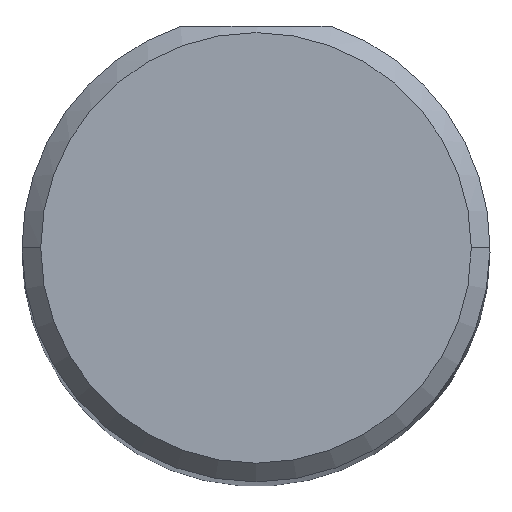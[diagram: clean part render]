
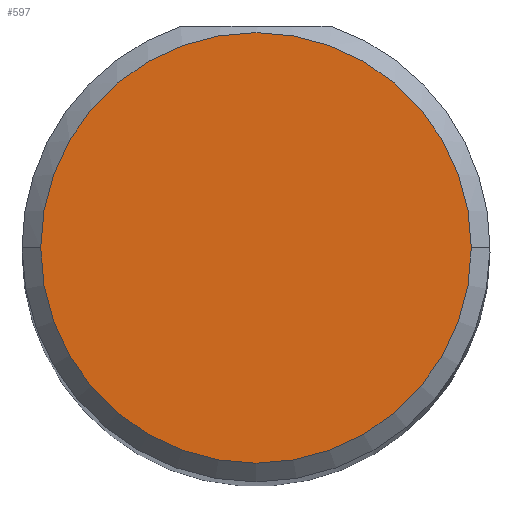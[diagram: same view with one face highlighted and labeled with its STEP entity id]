
A CAD part, top view. The second image highlights one B-rep face of the part: STEP entity #597.
In plain terms, the highlighted planar face has unit normal (0, 0, 1).
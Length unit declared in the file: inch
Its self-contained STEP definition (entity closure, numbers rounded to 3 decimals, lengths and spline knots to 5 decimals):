
#14 = AXIS2_PLACEMENT_3D ( 'NONE', #606, #318, #258 ) ;
#33 = ORIENTED_EDGE ( 'NONE', *, *, #190, .T. ) ;
#87 = VERTEX_POINT ( 'NONE', #689 ) ;
#178 = DIRECTION ( 'NONE',  ( 0., 0., 1. ) ) ;
#184 = AXIS2_PLACEMENT_3D ( 'NONE', #686, #178, #390 ) ;
#188 = CARTESIAN_POINT ( 'NONE',  ( 0., 0., 2.5 ) ) ;
#190 = EDGE_CURVE ( 'NONE', #87, #695, #340, .T. ) ;
#254 = CARTESIAN_POINT ( 'NONE',  ( -0.1725, 0., 2.5 ) ) ;
#258 = DIRECTION ( 'NONE',  ( 1., 0., 0. ) ) ;
#284 = EDGE_CURVE ( 'NONE', #695, #87, #579, .T. ) ;
#294 = ORIENTED_EDGE ( 'NONE', *, *, #284, .T. ) ;
#318 = DIRECTION ( 'NONE',  ( 0., 0., 1. ) ) ;
#340 = CIRCLE ( 'NONE', #14, 0.1725 ) ;
#390 = DIRECTION ( 'NONE',  ( 1., 0., 0. ) ) ;
#403 = AXIS2_PLACEMENT_3D ( 'NONE', #188, #530, #586 ) ;
#509 = EDGE_LOOP ( 'NONE', ( #294, #33 ) ) ;
#511 = PLANE ( 'NONE',  #184 ) ;
#530 = DIRECTION ( 'NONE',  ( 0., 0., 1. ) ) ;
#569 = FACE_OUTER_BOUND ( 'NONE', #509, .T. ) ;
#579 = CIRCLE ( 'NONE', #403, 0.1725 ) ;
#586 = DIRECTION ( 'NONE',  ( 1., 0., 0. ) ) ;
#597 = ADVANCED_FACE ( 'NONE', ( #569 ), #511, .T. ) ;
#606 = CARTESIAN_POINT ( 'NONE',  ( 0., 0., 2.5 ) ) ;
#686 = CARTESIAN_POINT ( 'NONE',  ( 0., 0., 2.5 ) ) ;
#689 = CARTESIAN_POINT ( 'NONE',  ( 0.1725, 0., 2.5 ) ) ;
#695 = VERTEX_POINT ( 'NONE', #254 ) ;
